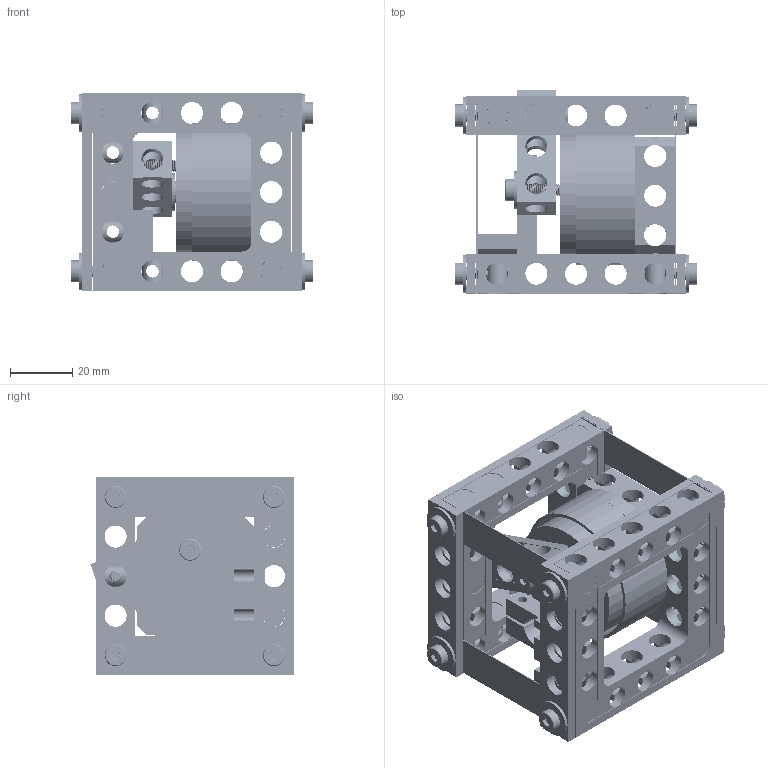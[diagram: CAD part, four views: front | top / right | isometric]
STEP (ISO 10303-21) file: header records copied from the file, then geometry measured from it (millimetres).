
FILE_DESCRIPTION(/* description */ (''),/* implementation_level */ '2;1');
FILE_NAME(/* name */ 'voice_coil_driven_four-bar-arcuate-translation-stage-v1.stp',/* time_stamp */ '2015-09-04T18:36:11-05:00',/* author */ ('us289258'),/* organization */ (''),/* preprocessor_version */ 'ST-DEVELOPER v15.6',/* originating_system */ 'Autodesk Inventor 2015',/* authorisation */ '');
FILE_SCHEMA (('AUTOMOTIVE_DESIGN { 1 0 10303 214 3 1 1 }'));
Length unit declared in the file: inch
Products named in the file (13): B11-5-5-N; LS10-5-1-300-N; B11-5-0.25-EC; T11-1-M4; C11-1.5-9.5-N; WSR-LD-ZNST-M4_91100A130_91100A130; WSR-ND-ZNST-M3_91166A210_91166A210; SCW-SC-LP-ZNST-M4-16_90327A115_90327A115; B11-3-3-N; voice_coil_magnet; voice_coil; B11-3-1-N; voice_coil_driven_four-bar-arcuate-translation-stage-v1
Assembly tree (49 placements, depth 2):
  voice_coil_driven_four-bar-arcuate-translation-stage-v1
    B11-5-5-N  x2
    LS10-5-1-300-N  x4
    B11-5-0.25-EC  x4
    T11-1-M4  x13
    C11-1.5-9.5-N
    WSR-LD-ZNST-M4_91100A130_91100A130  x10
    WSR-ND-ZNST-M3_91166A210_91166A210
    SCW-SC-LP-ZNST-M4-16_90327A115_90327A115  x10
    B11-3-3-N
    voice_coil_magnet
    voice_coil
    B11-3-1-N
Bounding box: 77.85 x 65.25 x 63.59 mm (x, y, z)
Volume: 97696.2 mm3; surface area: 84722.9 mm2
Topology: 49 solids, 49 shells, 1433 faces, 4579 edges, 2919 vertices
Faces by surface type: plane 792, cylinder 531, cone 90, bspline 20
Full cylindrical faces by diameter (mm): 3 x2, 3.2 x1, 3.302 x2, 3.962 x4, 4 x193, 4.3 x10, 7 x24, 7.1 x246, 12 x10, 36.056 x1, 37.891 x1, 39.853 x1, 42.126 x1, 44.361 x1, 44.45 x1
Entity records: 22794 total; most frequent: CARTESIAN_POINT 6304, DIRECTION 3546, ORIENTED_EDGE 3294, EDGE_CURVE 1647, AXIS2_PLACEMENT_3D 1333, VERTEX_POINT 1119, LINE 880, VECTOR 880
